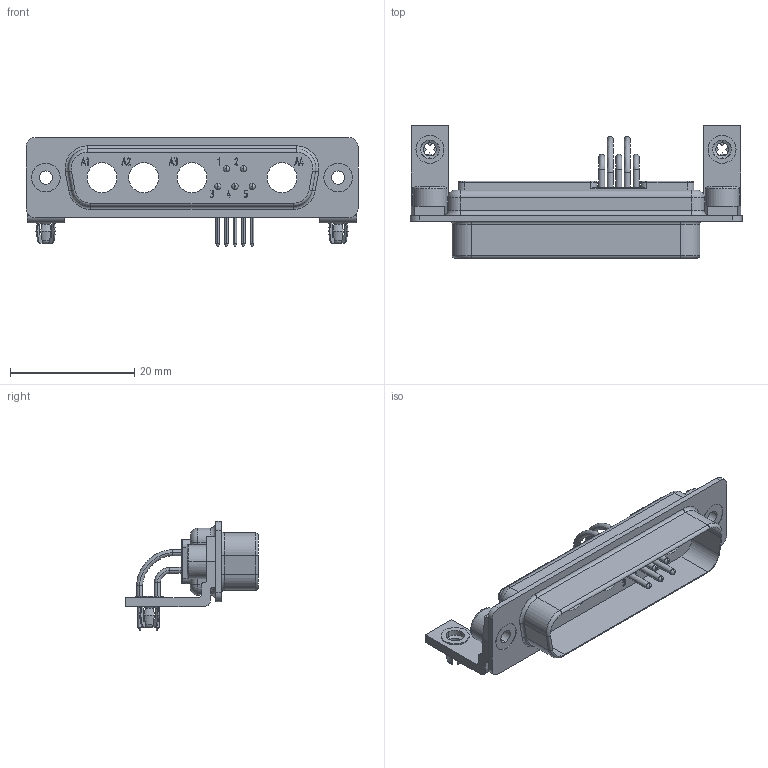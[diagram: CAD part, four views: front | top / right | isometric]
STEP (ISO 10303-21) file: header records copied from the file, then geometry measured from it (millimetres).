
FILE_DESCRIPTION(('Creo Elements/Direct Modeling STEP Export'),'2;1');
FILE_NAME('model.stp','2019-08-16T13:18:39',(''),(''),'Creo Elements/Direct Modeling STEP processor for AP214 (Solid Model)','Creo Elements/Direct Modeling 20.1A 29-Sep-2018 (C) Parametric Technology GmbH','');
FILE_SCHEMA(('AUTOMOTIVE_DESIGN { 1 0 10303 214 1 1 1 1 }'));
Length unit declared in the file: millimetre
Products named in the file (2): VS-25-ST-DSUB-4P-5S-LH
Assembly tree (1 placements, depth 2):
  VS-25-ST-DSUB-4P-5S-LH
    VS-25-ST-DSUB-4P-5S-LH
Bounding box: 53.42 x 21.39 x 17.56 mm (x, y, z)
Volume: 3056.2 mm3; surface area: 4366.7 mm2
Topology: 1 solids, 1 shells, 998 faces, 2747 edges, 1815 vertices
Faces by surface type: plane 605, cylinder 202, extrusion 74, torus 63, cone 44, bspline 10
Entity records: 42734 total; most frequent: CARTESIAN_POINT 9902, ORIENTED_EDGE 5494, DIRECTION 4595, EDGE_CURVE 2747, VECTOR 2011, LINE 1937, VERTEX_POINT 1815, AXIS2_PLACEMENT_3D 1292
